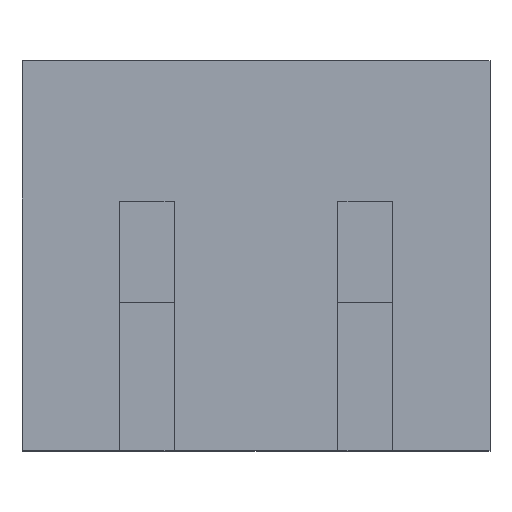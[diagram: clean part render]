
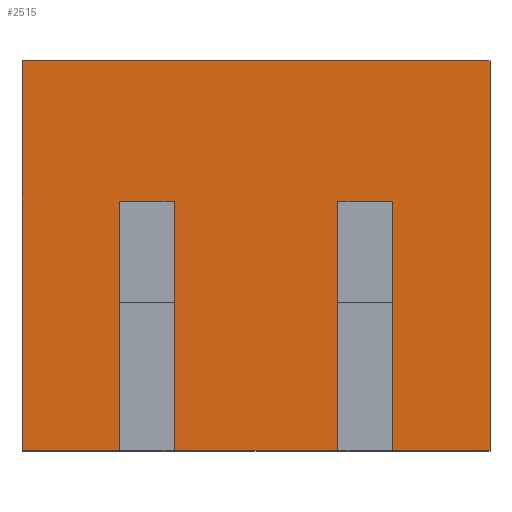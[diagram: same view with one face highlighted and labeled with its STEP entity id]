
A CAD part, top view. The second image highlights one B-rep face of the part: STEP entity #2515.
In plain terms, the highlighted planar face has unit normal (0, 0, 1).
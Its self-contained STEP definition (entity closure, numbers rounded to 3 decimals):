
#434 = DIRECTION ( 'NONE',  ( 0., -1., 0. ) ) ;
#435 = VECTOR ( 'NONE', #434, 1000. ) ;
#436 = CARTESIAN_POINT ( 'NONE',  ( -3., 0., 0. ) ) ;
#583 = LINE ( 'NONE', #436, #435 ) ;
#584 = CARTESIAN_POINT ( 'NONE',  ( -3., 5., 0. ) ) ;
#585 = DIRECTION ( 'NONE',  ( -1., 0., 0. ) ) ;
#586 = VECTOR ( 'NONE', #585, 1000. ) ;
#587 = CARTESIAN_POINT ( 'NONE',  ( 3., 5., 0. ) ) ;
#588 = LINE ( 'NONE', #587, #586 ) ;
#589 = DIRECTION ( 'NONE',  ( -1., 0., 0. ) ) ;
#590 = VECTOR ( 'NONE', #589, 1000. ) ;
#591 = CARTESIAN_POINT ( 'NONE',  ( 3., 0., 0. ) ) ;
#592 = LINE ( 'NONE', #591, #590 ) ;
#593 = CARTESIAN_POINT ( 'NONE',  ( 1.75, 0., 0. ) ) ;
#594 = DIRECTION ( 'NONE',  ( 0., -1., 0. ) ) ;
#595 = VECTOR ( 'NONE', #594, 1000. ) ;
#596 = CARTESIAN_POINT ( 'NONE',  ( 1.75, 3.2, 0. ) ) ;
#597 = LINE ( 'NONE', #596, #595 ) ;
#598 = DIRECTION ( 'NONE',  ( 1., 0., 0. ) ) ;
#599 = VECTOR ( 'NONE', #598, 1000. ) ;
#600 = CARTESIAN_POINT ( 'NONE',  ( 1.75, 3.2, 0. ) ) ;
#601 = LINE ( 'NONE', #600, #599 ) ;
#602 = CARTESIAN_POINT ( 'NONE',  ( 3., 5., 0. ) ) ;
#607 = CARTESIAN_POINT ( 'NONE',  ( 3., 0., 0. ) ) ;
#1167 = CARTESIAN_POINT ( 'NONE',  ( -1.05, 3.2, 0. ) ) ;
#1168 = DIRECTION ( 'NONE',  ( 1., 0., 0. ) ) ;
#1169 = VECTOR ( 'NONE', #1168, 1000. ) ;
#1170 = CARTESIAN_POINT ( 'NONE',  ( -1.75, 3.2, 0. ) ) ;
#1171 = LINE ( 'NONE', #1170, #1169 ) ;
#1172 = CARTESIAN_POINT ( 'NONE',  ( -1.75, 3.2, 0. ) ) ;
#1173 = DIRECTION ( 'NONE',  ( 0., 1., 0. ) ) ;
#1174 = VECTOR ( 'NONE', #1173, 1000. ) ;
#1175 = CARTESIAN_POINT ( 'NONE',  ( -1.75, 3.2, 0. ) ) ;
#1176 = LINE ( 'NONE', #1175, #1174 ) ;
#1177 = CARTESIAN_POINT ( 'NONE',  ( -3., 0., 0. ) ) ;
#1178 = CARTESIAN_POINT ( 'NONE',  ( -1.75, 0., 0. ) ) ;
#1179 = DIRECTION ( 'NONE',  ( -1., 0., 0. ) ) ;
#1180 = VECTOR ( 'NONE', #1179, 1000. ) ;
#1181 = CARTESIAN_POINT ( 'NONE',  ( 3., 0., 0. ) ) ;
#1182 = LINE ( 'NONE', #1181, #1180 ) ;
#1183 = DIRECTION ( 'NONE',  ( -1., 0., 0. ) ) ;
#1184 = DIRECTION ( 'NONE',  ( 0., 0., -1. ) ) ;
#1185 = CARTESIAN_POINT ( 'NONE',  ( 3., 0., 0. ) ) ;
#1186 = AXIS2_PLACEMENT_3D ( 'NONE', #1185, #1184, #1183 ) ;
#1187 = PLANE ( 'NONE',  #1186 ) ;
#1202 = FACE_OUTER_BOUND ( 'NONE', #2516, .T. ) ;
#1203 = DIRECTION ( 'NONE',  ( 0., -1., 0. ) ) ;
#1204 = VECTOR ( 'NONE', #1203, 1000. ) ;
#1205 = CARTESIAN_POINT ( 'NONE',  ( 3., 0., 0. ) ) ;
#1206 = LINE ( 'NONE', #1205, #1204 ) ;
#1222 = CARTESIAN_POINT ( 'NONE',  ( 1.75, 3.2, 0. ) ) ;
#1223 = CARTESIAN_POINT ( 'NONE',  ( 1.05, 3.2, 0. ) ) ;
#1224 = DIRECTION ( 'NONE',  ( 0., 1., 0. ) ) ;
#1225 = VECTOR ( 'NONE', #1224, 1000. ) ;
#1226 = CARTESIAN_POINT ( 'NONE',  ( 1.05, 3.2, 0. ) ) ;
#1227 = LINE ( 'NONE', #1226, #1225 ) ;
#1228 = CARTESIAN_POINT ( 'NONE',  ( 1.05, 0., 0. ) ) ;
#1229 = DIRECTION ( 'NONE',  ( -1., 0., 0. ) ) ;
#1230 = VECTOR ( 'NONE', #1229, 1000. ) ;
#1231 = CARTESIAN_POINT ( 'NONE',  ( 3., 0., 0. ) ) ;
#1232 = LINE ( 'NONE', #1231, #1230 ) ;
#1233 = CARTESIAN_POINT ( 'NONE',  ( -1.05, 0., 0. ) ) ;
#1234 = DIRECTION ( 'NONE',  ( 0., -1., 0. ) ) ;
#1235 = VECTOR ( 'NONE', #1234, 1000. ) ;
#1236 = CARTESIAN_POINT ( 'NONE',  ( -1.05, 3.2, 0. ) ) ;
#1237 = LINE ( 'NONE', #1236, #1235 ) ;
#2280 = VERTEX_POINT ( 'NONE', #607 ) ;
#2284 = VERTEX_POINT ( 'NONE', #602 ) ;
#2286 = ORIENTED_EDGE ( 'NONE', *, *, #2287, .T. ) ;
#2287 = EDGE_CURVE ( 'NONE', #2503, #2504, #601, .T. ) ;
#2288 = ORIENTED_EDGE ( 'NONE', *, *, #2289, .T. ) ;
#2289 = EDGE_CURVE ( 'NONE', #2504, #2290, #597, .T. ) ;
#2290 = VERTEX_POINT ( 'NONE', #593 ) ;
#2291 = ORIENTED_EDGE ( 'NONE', *, *, #2292, .F. ) ;
#2292 = EDGE_CURVE ( 'NONE', #2280, #2290, #592, .T. ) ;
#2293 = ORIENTED_EDGE ( 'NONE', *, *, #2514, .F. ) ;
#2294 = ORIENTED_EDGE ( 'NONE', *, *, #2295, .T. ) ;
#2295 = EDGE_CURVE ( 'NONE', #2284, #2296, #588, .T. ) ;
#2296 = VERTEX_POINT ( 'NONE', #584 ) ;
#2297 = ORIENTED_EDGE ( 'NONE', *, *, #2298, .T. ) ;
#2298 = EDGE_CURVE ( 'NONE', #2296, #2520, #583, .T. ) ;
#2496 = EDGE_CURVE ( 'NONE', #2526, #2497, #1237, .T. ) ;
#2497 = VERTEX_POINT ( 'NONE', #1233 ) ;
#2498 = ORIENTED_EDGE ( 'NONE', *, *, #2499, .F. ) ;
#2499 = EDGE_CURVE ( 'NONE', #2500, #2497, #1232, .T. ) ;
#2500 = VERTEX_POINT ( 'NONE', #1228 ) ;
#2501 = ORIENTED_EDGE ( 'NONE', *, *, #2502, .T. ) ;
#2502 = EDGE_CURVE ( 'NONE', #2500, #2503, #1227, .T. ) ;
#2503 = VERTEX_POINT ( 'NONE', #1223 ) ;
#2504 = VERTEX_POINT ( 'NONE', #1222 ) ;
#2514 = EDGE_CURVE ( 'NONE', #2284, #2280, #1206, .T. ) ;
#2515 = ADVANCED_FACE ( 'NONE', ( #1202 ), #1187, .F. ) ;
#2516 = EDGE_LOOP ( 'NONE', ( #2517, #2521, #2524, #2527, #2498, #2501, #2286, #2288, #2291, #2293, #2294, #2297 ) ) ;
#2517 = ORIENTED_EDGE ( 'NONE', *, *, #2518, .F. ) ;
#2518 = EDGE_CURVE ( 'NONE', #2519, #2520, #1182, .T. ) ;
#2519 = VERTEX_POINT ( 'NONE', #1178 ) ;
#2520 = VERTEX_POINT ( 'NONE', #1177 ) ;
#2521 = ORIENTED_EDGE ( 'NONE', *, *, #2522, .T. ) ;
#2522 = EDGE_CURVE ( 'NONE', #2519, #2523, #1176, .T. ) ;
#2523 = VERTEX_POINT ( 'NONE', #1172 ) ;
#2524 = ORIENTED_EDGE ( 'NONE', *, *, #2525, .T. ) ;
#2525 = EDGE_CURVE ( 'NONE', #2523, #2526, #1171, .T. ) ;
#2526 = VERTEX_POINT ( 'NONE', #1167 ) ;
#2527 = ORIENTED_EDGE ( 'NONE', *, *, #2496, .T. ) ;
